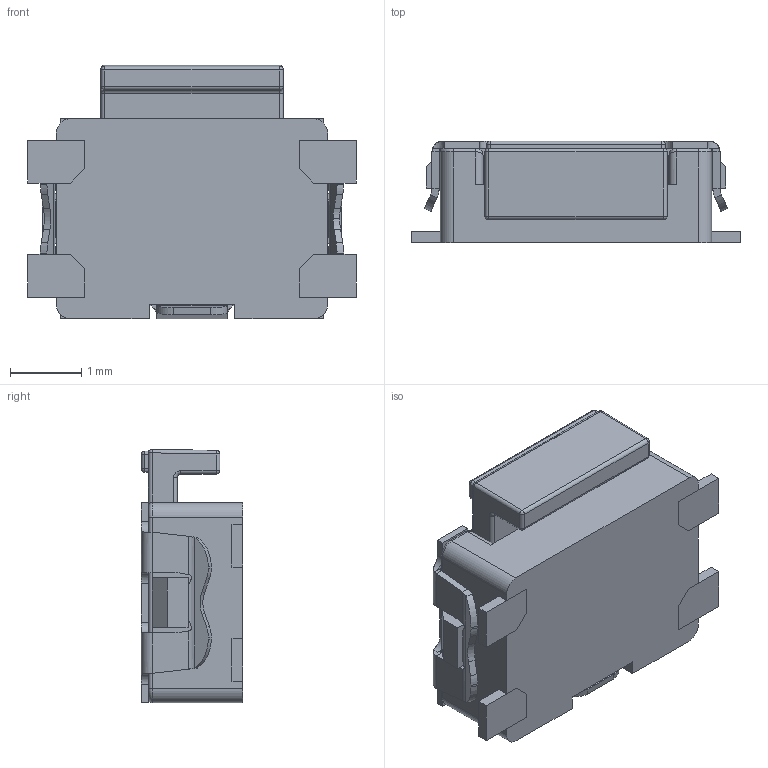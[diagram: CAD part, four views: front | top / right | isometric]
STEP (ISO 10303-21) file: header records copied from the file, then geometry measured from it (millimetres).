
FILE_DESCRIPTION (( 'STEP AP214' ), '1' );
FILE_NAME ('KMS221GLFS.STEP', '2018-10-06T11:05:50', ( '' ), ( '' ), 'SwSTEP 2.0', 'SolidWorks 2017', '' );
FILE_SCHEMA (( 'AUTOMOTIVE_DESIGN' ));
Length unit declared in the file: millimetre
Products named in the file (1): KMS221GLFS
Bounding box: 4.6 x 1.42 x 3.55 mm (x, y, z)
Volume: 16.4 mm3; surface area: 88.7 mm2
Topology: 7 solids, 7 shells, 309 faces, 773 edges, 462 vertices
Faces by surface type: plane 167, cylinder 99, bspline 18, sphere 15, torus 10
Entity records: 9650 total; most frequent: CARTESIAN_POINT 2340, ORIENTED_EDGE 1518, DIRECTION 1484, EDGE_CURVE 759, VECTOR 506, LINE 506, AXIS2_PLACEMENT_3D 489, VERTEX_POINT 462
